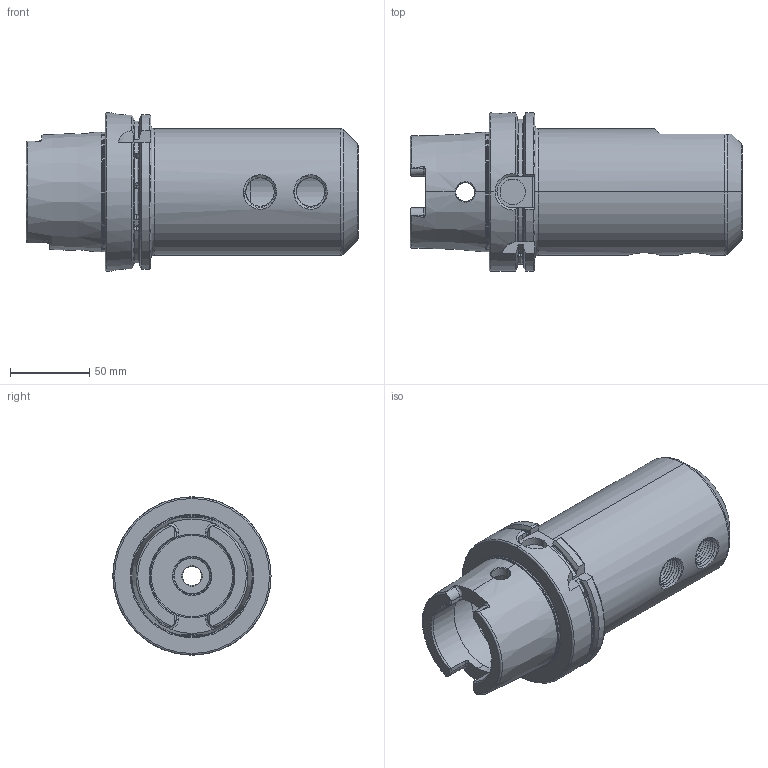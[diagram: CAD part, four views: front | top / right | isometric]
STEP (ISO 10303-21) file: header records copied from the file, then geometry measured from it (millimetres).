
FILE_DESCRIPTION (( 'STEP AP203' ), '1' );
FILE_NAME ('A100.04.40.2.STEP', '2016-10-07T06:51:32', ( '' ), ( '' ), 'SwSTEP 2.0', 'SolidWorks 2012', '' );
FILE_SCHEMA (( 'CONFIG_CONTROL_DESIGN' ));
Length unit declared in the file: millimetre
Products named in the file (1): A100.04.40.2
Bounding box: 210 x 100 x 100 mm (x, y, z)
Volume: 783569.5 mm3; surface area: 97117.8 mm2
Topology: 1 solids, 1 shells, 280 faces, 784 edges, 500 vertices
Faces by surface type: cylinder 122, plane 49, torus 38, bspline 37, cone 34
Entity records: 34313 total; most frequent: CARTESIAN_POINT 27915, ORIENTED_EDGE 1548, DIRECTION 1073, EDGE_CURVE 774, VERTEX_POINT 500, AXIS2_PLACEMENT_3D 433, EDGE_LOOP 294, FACE_OUTER_BOUND 280
